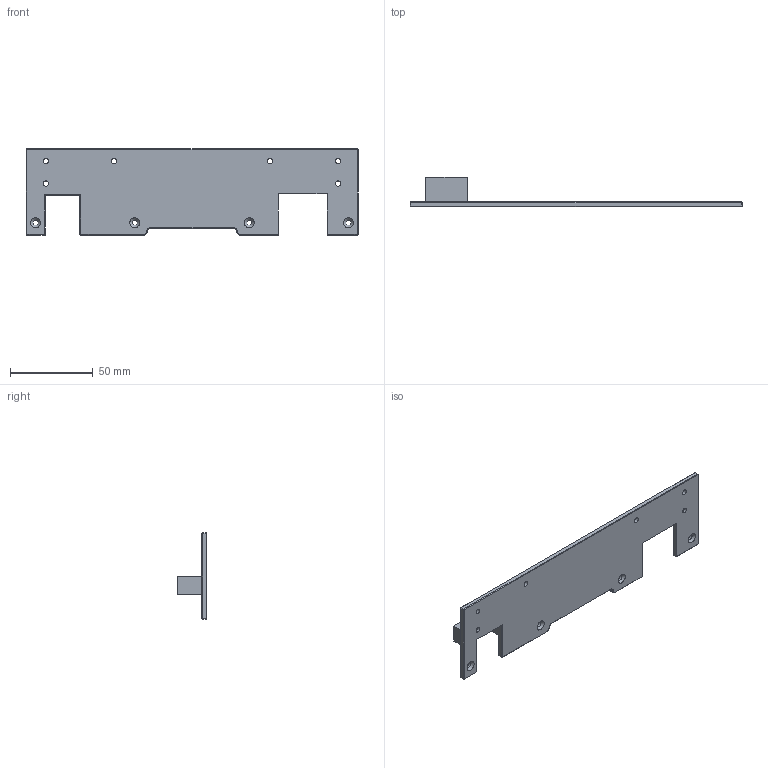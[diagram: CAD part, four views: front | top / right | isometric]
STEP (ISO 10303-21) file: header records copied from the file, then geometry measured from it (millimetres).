
FILE_DESCRIPTION(/* description */ (''),/* implementation_level */ '2;1');
FILE_NAME(/* name */ 'Deck_Panel_Rear.step',/* time_stamp */ '2020-11-16T21:21:50+01:00',/* author */ (''),/* organization */ (''),/* preprocessor_version */ 'ST-DEVELOPER v18.1',/* originating_system */ 'Autodesk Translation Framework v9.3.0.1241',/* authorisation */ '');
FILE_SCHEMA (('AUTOMOTIVE_DESIGN { 1 0 10303 214 3 1 1 }'));
Length unit declared in the file: millimetre
Products named in the file (2): Deck_Panel_Rear; Komponente2
Assembly tree (1 placements, depth 2):
  Deck_Panel_Rear
    Komponente2
Bounding box: 200 x 18 x 52 mm (x, y, z)
Volume: 27712.3 mm3; surface area: 20902.7 mm2
Topology: 1 solids, 1 shells, 91 faces, 219 edges, 130 vertices
Faces by surface type: plane 63, cone 14, cylinder 14
Full cylindrical faces by diameter (mm): 3.2 x10
Entity records: 2664 total; most frequent: DIRECTION 449, CARTESIAN_POINT 443, ORIENTED_EDGE 438, EDGE_CURVE 219, LINE 177, VECTOR 177, AXIS2_PLACEMENT_3D 136, VERTEX_POINT 130
